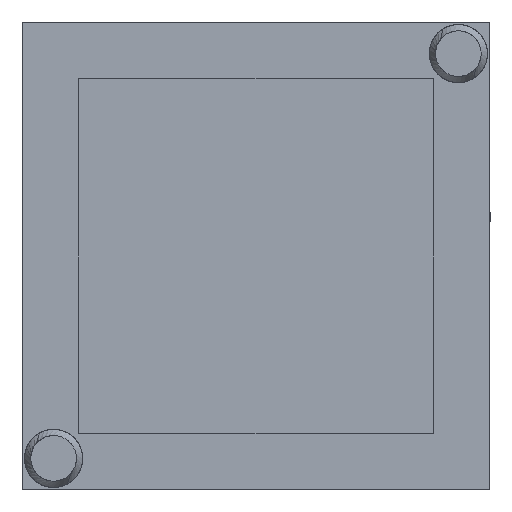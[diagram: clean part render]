
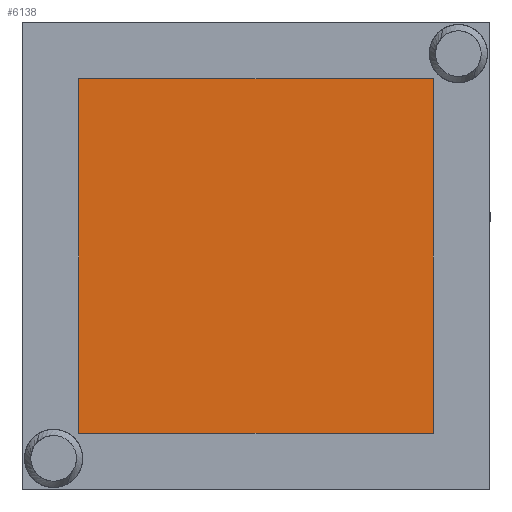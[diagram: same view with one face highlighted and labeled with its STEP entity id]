
A CAD part, left-side view. The second image highlights one B-rep face of the part: STEP entity #6138.
In plain terms, the highlighted free-form (B-spline) face has degree [1, 1] with [2, 2] control points.
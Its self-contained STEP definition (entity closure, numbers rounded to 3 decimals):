
#6138 = ADVANCED_FACE('',(#6139),#6153,.T.);
#6139 = FACE_BOUND('',#6140,.T.);
#6140 = EDGE_LOOP('',(#6141,#6163,#6178,#6193));
#6141 = ORIENTED_EDGE('',*,*,#6142,.T.);
#6142 = EDGE_CURVE('',#6143,#6145,#6147,.T.);
#6143 = VERTEX_POINT('',#6144);
#6144 = CARTESIAN_POINT('',(2.159,4.128,0.572));
#6145 = VERTEX_POINT('',#6146);
#6146 = CARTESIAN_POINT('',(2.159,0.572,0.572));
#6147 = SURFACE_CURVE('',#6148,(#6152),.PCURVE_S1.);
#6148 = LINE('',#6149,#6150);
#6149 = CARTESIAN_POINT('',(2.159,4.128,0.572));
#6150 = VECTOR('',#6151,1.);
#6151 = DIRECTION('',(0.,-1.,0.));
#6152 = PCURVE('',#6153,#6158);
#6153 = B_SPLINE_SURFACE_WITH_KNOTS('',1,1,(
    (#6154,#6155)
    ,(#6156,#6157
    )),.UNSPECIFIED.,.F.,.F.,.F.,(2,2),(2,2),(0.,1.),(0.,1.),
  .PIECEWISE_BEZIER_KNOTS.);
#6154 = CARTESIAN_POINT('',(2.159,4.128,0.572));
#6155 = CARTESIAN_POINT('',(2.159,4.128,4.128));
#6156 = CARTESIAN_POINT('',(2.159,0.572,0.572));
#6157 = CARTESIAN_POINT('',(2.159,0.572,4.128));
#6158 = DEFINITIONAL_REPRESENTATION('',(#6159),#6162);
#6159 = B_SPLINE_CURVE_WITH_KNOTS('',1,(#6160,#6161),.UNSPECIFIED.,.F.,
  .F.,(2,2),(0.,3.556),.PIECEWISE_BEZIER_KNOTS.);
#6160 = CARTESIAN_POINT('',(0.,0.));
#6161 = CARTESIAN_POINT('',(1.,0.));
#6162 = ( GEOMETRIC_REPRESENTATION_CONTEXT(2) 
PARAMETRIC_REPRESENTATION_CONTEXT() REPRESENTATION_CONTEXT('2D SPACE',''
  ) );
#6163 = ORIENTED_EDGE('',*,*,#6164,.T.);
#6164 = EDGE_CURVE('',#6145,#6165,#6167,.T.);
#6165 = VERTEX_POINT('',#6166);
#6166 = CARTESIAN_POINT('',(2.159,0.572,4.128));
#6167 = SURFACE_CURVE('',#6168,(#6172),.PCURVE_S1.);
#6168 = LINE('',#6169,#6170);
#6169 = CARTESIAN_POINT('',(2.159,0.572,0.572));
#6170 = VECTOR('',#6171,1.);
#6171 = DIRECTION('',(0.,0.,1.));
#6172 = PCURVE('',#6153,#6173);
#6173 = DEFINITIONAL_REPRESENTATION('',(#6174),#6177);
#6174 = B_SPLINE_CURVE_WITH_KNOTS('',1,(#6175,#6176),.UNSPECIFIED.,.F.,
  .F.,(2,2),(0.,3.556),.PIECEWISE_BEZIER_KNOTS.);
#6175 = CARTESIAN_POINT('',(1.,0.));
#6176 = CARTESIAN_POINT('',(1.,1.));
#6177 = ( GEOMETRIC_REPRESENTATION_CONTEXT(2) 
PARAMETRIC_REPRESENTATION_CONTEXT() REPRESENTATION_CONTEXT('2D SPACE',''
  ) );
#6178 = ORIENTED_EDGE('',*,*,#6179,.T.);
#6179 = EDGE_CURVE('',#6165,#6180,#6182,.T.);
#6180 = VERTEX_POINT('',#6181);
#6181 = CARTESIAN_POINT('',(2.159,4.128,4.128));
#6182 = SURFACE_CURVE('',#6183,(#6187),.PCURVE_S1.);
#6183 = LINE('',#6184,#6185);
#6184 = CARTESIAN_POINT('',(2.159,0.572,4.128));
#6185 = VECTOR('',#6186,1.);
#6186 = DIRECTION('',(0.,1.,0.));
#6187 = PCURVE('',#6153,#6188);
#6188 = DEFINITIONAL_REPRESENTATION('',(#6189),#6192);
#6189 = B_SPLINE_CURVE_WITH_KNOTS('',1,(#6190,#6191),.UNSPECIFIED.,.F.,
  .F.,(2,2),(0.,3.556),.PIECEWISE_BEZIER_KNOTS.);
#6190 = CARTESIAN_POINT('',(1.,1.));
#6191 = CARTESIAN_POINT('',(0.,1.));
#6192 = ( GEOMETRIC_REPRESENTATION_CONTEXT(2) 
PARAMETRIC_REPRESENTATION_CONTEXT() REPRESENTATION_CONTEXT('2D SPACE',''
  ) );
#6193 = ORIENTED_EDGE('',*,*,#6194,.T.);
#6194 = EDGE_CURVE('',#6180,#6143,#6195,.T.);
#6195 = SURFACE_CURVE('',#6196,(#6200),.PCURVE_S1.);
#6196 = LINE('',#6197,#6198);
#6197 = CARTESIAN_POINT('',(2.159,4.128,4.128));
#6198 = VECTOR('',#6199,1.);
#6199 = DIRECTION('',(0.,0.,-1.));
#6200 = PCURVE('',#6153,#6201);
#6201 = DEFINITIONAL_REPRESENTATION('',(#6202),#6205);
#6202 = B_SPLINE_CURVE_WITH_KNOTS('',1,(#6203,#6204),.UNSPECIFIED.,.F.,
  .F.,(2,2),(0.,3.556),.PIECEWISE_BEZIER_KNOTS.);
#6203 = CARTESIAN_POINT('',(0.,1.));
#6204 = CARTESIAN_POINT('',(0.,0.));
#6205 = ( GEOMETRIC_REPRESENTATION_CONTEXT(2) 
PARAMETRIC_REPRESENTATION_CONTEXT() REPRESENTATION_CONTEXT('2D SPACE',''
  ) );
